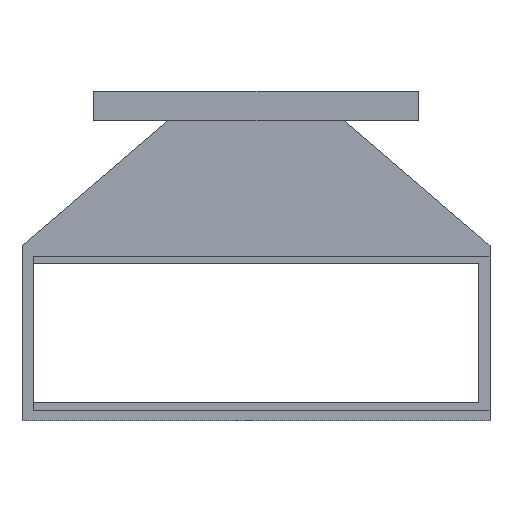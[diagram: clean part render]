
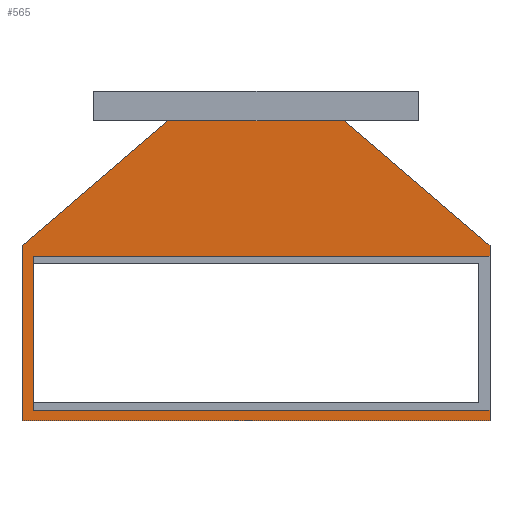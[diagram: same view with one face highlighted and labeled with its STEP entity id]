
A CAD part, top view. The second image highlights one B-rep face of the part: STEP entity #565.
In plain terms, the highlighted planar face has unit normal (0, 0, 1).
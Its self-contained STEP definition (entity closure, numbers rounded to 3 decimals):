
#49=FACE_OUTER_BOUND('',#86,.T.);
#86=EDGE_LOOP('',(#433,#434,#435,#436,#437,#438,#439,#440,#441,#442));
#103=LINE('',#779,#173);
#107=LINE('',#788,#177);
#116=LINE('',#804,#186);
#129=LINE('',#848,#199);
#130=LINE('',#850,#200);
#131=LINE('',#852,#201);
#132=LINE('',#854,#202);
#133=LINE('',#856,#203);
#134=LINE('',#858,#204);
#135=LINE('',#859,#205);
#173=VECTOR('',#635,10.);
#177=VECTOR('',#641,10.);
#186=VECTOR('',#652,10.);
#199=VECTOR('',#701,10.);
#200=VECTOR('',#702,10.);
#201=VECTOR('',#703,10.);
#202=VECTOR('',#704,10.);
#203=VECTOR('',#705,10.);
#204=VECTOR('',#706,10.);
#205=VECTOR('',#707,10.);
#243=VERTEX_POINT('',#777);
#244=VERTEX_POINT('',#778);
#247=VERTEX_POINT('',#786);
#248=VERTEX_POINT('',#787);
#267=VERTEX_POINT('',#847);
#268=VERTEX_POINT('',#849);
#269=VERTEX_POINT('',#851);
#270=VERTEX_POINT('',#853);
#271=VERTEX_POINT('',#855);
#272=VERTEX_POINT('',#857);
#295=EDGE_CURVE('',#243,#244,#103,.T.);
#299=EDGE_CURVE('',#247,#248,#107,.T.);
#308=EDGE_CURVE('',#244,#248,#116,.T.);
#329=EDGE_CURVE('',#243,#267,#129,.T.);
#330=EDGE_CURVE('',#268,#267,#130,.T.);
#331=EDGE_CURVE('',#269,#268,#131,.T.);
#332=EDGE_CURVE('',#269,#270,#132,.T.);
#333=EDGE_CURVE('',#270,#271,#133,.T.);
#334=EDGE_CURVE('',#271,#272,#134,.T.);
#335=EDGE_CURVE('',#247,#272,#135,.T.);
#433=ORIENTED_EDGE('',*,*,#329,.T.);
#434=ORIENTED_EDGE('',*,*,#330,.F.);
#435=ORIENTED_EDGE('',*,*,#331,.F.);
#436=ORIENTED_EDGE('',*,*,#332,.T.);
#437=ORIENTED_EDGE('',*,*,#333,.T.);
#438=ORIENTED_EDGE('',*,*,#334,.T.);
#439=ORIENTED_EDGE('',*,*,#335,.F.);
#440=ORIENTED_EDGE('',*,*,#299,.T.);
#441=ORIENTED_EDGE('',*,*,#308,.F.);
#442=ORIENTED_EDGE('',*,*,#295,.F.);
#537=PLANE('',#615);
#565=ADVANCED_FACE('',(#49),#537,.T.);
#615=AXIS2_PLACEMENT_3D('',#846,#699,#700);
#635=DIRECTION('',(0.759,0.651,0.));
#641=DIRECTION('',(-0.759,0.651,0.));
#652=DIRECTION('',(1.,0.,0.));
#699=DIRECTION('center_axis',(0.,0.,1.));
#700=DIRECTION('ref_axis',(-1.,0.,0.));
#701=DIRECTION('',(0.,-1.,0.));
#702=DIRECTION('',(-1.,0.,0.));
#703=DIRECTION('',(0.,-1.,0.));
#704=DIRECTION('',(-1.,0.,0.));
#705=DIRECTION('',(0.,1.,0.));
#706=DIRECTION('',(1.,0.,0.));
#707=DIRECTION('',(0.,-1.,0.));
#777=CARTESIAN_POINT('',(-12.2,-26.165,12.5));
#778=CARTESIAN_POINT('',(12.5,-5.,12.5));
#779=CARTESIAN_POINT('',(-12.2,-26.165,12.5));
#786=CARTESIAN_POINT('',(67.2,-26.165,12.5));
#787=CARTESIAN_POINT('',(42.5,-5.,12.5));
#788=CARTESIAN_POINT('',(67.2,-26.165,12.5));
#804=CARTESIAN_POINT('',(35.,-5.,12.5));
#846=CARTESIAN_POINT('Origin',(42.5,8.835,12.5));
#847=CARTESIAN_POINT('',(-12.2,-55.865,12.5));
#848=CARTESIAN_POINT('',(-12.2,-26.165,12.5));
#849=CARTESIAN_POINT('',(67.2,-55.865,12.5));
#850=CARTESIAN_POINT('',(27.5,-55.865,12.5));
#851=CARTESIAN_POINT('',(67.2,-54.065,12.5));
#852=CARTESIAN_POINT('',(67.2,-26.165,12.5));
#853=CARTESIAN_POINT('',(-10.25,-54.065,12.5));
#854=CARTESIAN_POINT('',(53.875,-54.065,12.5));
#855=CARTESIAN_POINT('',(-10.25,-27.965,12.5));
#856=CARTESIAN_POINT('',(-10.25,-9.665,12.5));
#857=CARTESIAN_POINT('',(67.2,-27.965,12.5));
#858=CARTESIAN_POINT('',(53.875,-27.965,12.5));
#859=CARTESIAN_POINT('',(67.2,-26.165,12.5));
